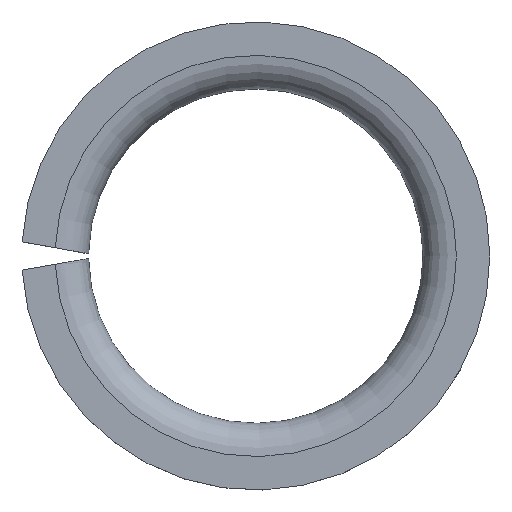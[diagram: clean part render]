
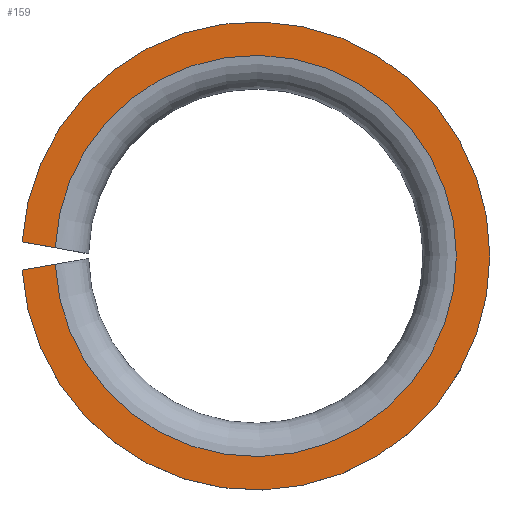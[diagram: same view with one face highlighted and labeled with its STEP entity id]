
A CAD part, top view. The second image highlights one B-rep face of the part: STEP entity #159.
In plain terms, the highlighted planar face has unit normal (0, 0, 1).
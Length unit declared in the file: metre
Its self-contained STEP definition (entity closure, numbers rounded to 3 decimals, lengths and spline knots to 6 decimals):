
#159=ADVANCED_FACE('',(#179),#180,.T.);
#179=FACE_OUTER_BOUND('',#204,.T.);
#180=PLANE('',#205);
#204=EDGE_LOOP('',(#264,#265,#266,#267));
#205=AXIS2_PLACEMENT_3D('',#268,#269,#270);
#264=ORIENTED_EDGE('',*,*,#327,.T.);
#265=ORIENTED_EDGE('',*,*,#335,.F.);
#266=ORIENTED_EDGE('',*,*,#333,.F.);
#267=ORIENTED_EDGE('',*,*,#313,.T.);
#268=CARTESIAN_POINT('',(0.0175,0.0,0.0115));
#269=DIRECTION('',(0.0,0.,1.0));
#270=DIRECTION('',(0.0,-1.0,0.));
#313=EDGE_CURVE('',#345,#343,#346,.T.);
#327=EDGE_CURVE('',#343,#369,#371,.T.);
#333=EDGE_CURVE('',#345,#380,#381,.T.);
#335=EDGE_CURVE('',#380,#369,#383,.T.);
#343=VERTEX_POINT('',#393);
#345=VERTEX_POINT('',#410);
#346=LINE('',#411,#412);
#369=VERTEX_POINT('',#456);
#371=CIRCLE('',#473,0.015);
#380=VERTEX_POINT('',#490);
#381=CIRCLE('',#491,0.0175);
#383=LINE('',#494,#495);
#393=CARTESIAN_POINT('',(0.014987,-0.000615,0.0115));
#410=CARTESIAN_POINT('',(0.017468,-0.001052,0.0115));
#411=CARTESIAN_POINT('',(0.021348,-0.001736,0.0115));
#412=VECTOR('',#510,1.0);
#456=CARTESIAN_POINT('',(0.014987,0.000615,0.0115));
#473=AXIS2_PLACEMENT_3D('',#525,#526,#527);
#490=CARTESIAN_POINT('',(0.017468,0.001052,0.0115));
#491=AXIS2_PLACEMENT_3D('',#538,#539,#540);
#494=CARTESIAN_POINT('',(0.021348,0.001736,0.0115));
#495=VECTOR('',#542,1.0);
#510=DIRECTION('',(-0.985,0.174,0.0));
#525=CARTESIAN_POINT('',(0.0,0.0,0.0115));
#526=DIRECTION('',(0.0,0.,-1.0));
#527=DIRECTION('',(0.0,1.0,0.));
#538=CARTESIAN_POINT('',(0.0,0.0,0.0115));
#539=DIRECTION('',(0.0,0.,-1.0));
#540=DIRECTION('',(0.0,1.0,0.));
#542=DIRECTION('',(-0.985,-0.174,0.));
